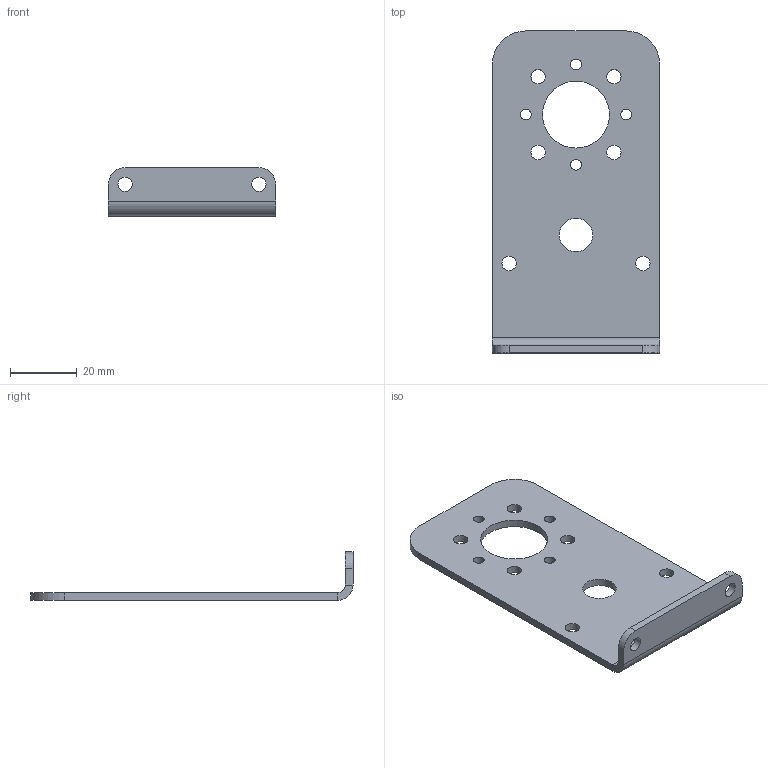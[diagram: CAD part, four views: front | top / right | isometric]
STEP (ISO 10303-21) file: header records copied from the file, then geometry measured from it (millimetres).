
FILE_DESCRIPTION(/* description */ (''),/* implementation_level */ '2;1');
FILE_NAME(/* name */ 'steel_plate5.stp',/* time_stamp */ '2021-08-16T09:05:29+09:00',/* author */ ('yuta0'),/* organization */ (''),/* preprocessor_version */ 'ST-DEVELOPER v18.1',/* originating_system */ 'Autodesk Inventor 2021',/* authorisation */ '');
FILE_SCHEMA (('AUTOMOTIVE_DESIGN { 1 0 10303 214 3 1 1 }'));
Length unit declared in the file: millimetre
Products named in the file (1): plate8
Bounding box: 50 x 96.3 x 14.6 mm (x, y, z)
Volume: 10950.9 mm3; surface area: 10773.5 mm2
Topology: 1 solids, 1 shells, 32 faces, 96 edges, 66 vertices
Faces by surface type: cylinder 20, plane 12
Full cylindrical faces by diameter (mm): 3.2 x4, 4.3 x8, 10 x1, 20 x1
Entity records: 1219 total; most frequent: DIRECTION 216, CARTESIAN_POINT 195, ORIENTED_EDGE 192, EDGE_CURVE 96, AXIS2_PLACEMENT_3D 87, VERTEX_POINT 66, EDGE_LOOP 60, CIRCLE 54
